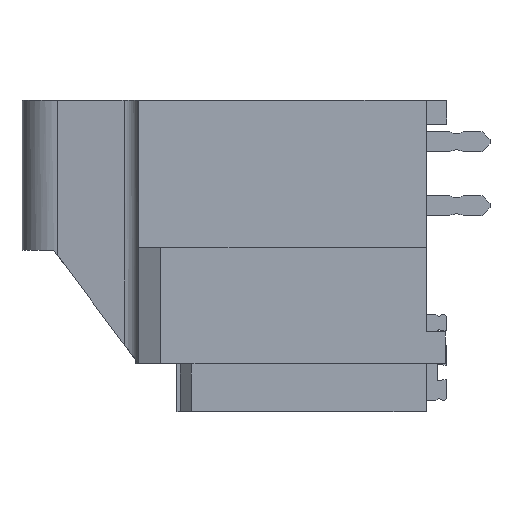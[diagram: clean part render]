
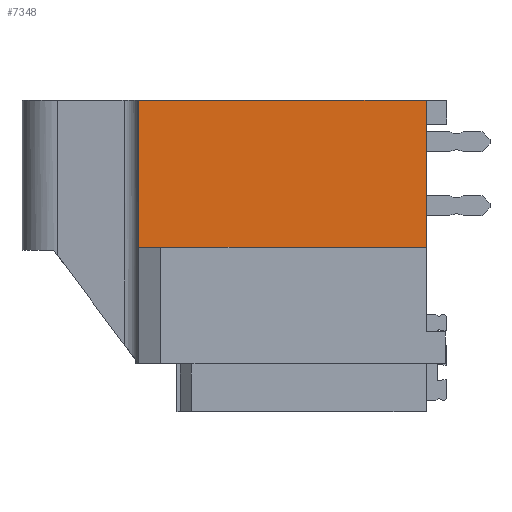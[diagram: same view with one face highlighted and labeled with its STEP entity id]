
A CAD part, left-side view. The second image highlights one B-rep face of the part: STEP entity #7348.
In plain terms, the highlighted planar face has unit normal (-1, 0, 0).
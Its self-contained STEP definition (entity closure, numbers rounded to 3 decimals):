
#201=PLANE('',#9169);
#870=LINE('',#12721,#1779);
#922=LINE('',#12827,#1831);
#999=LINE('',#12980,#1908);
#1021=LINE('',#13021,#1930);
#1031=LINE('',#13039,#1940);
#1779=VECTOR('',#10603,1000.);
#1831=VECTOR('',#10663,1000.);
#1908=VECTOR('',#10758,1000.);
#1930=VECTOR('',#10784,1000.);
#1940=VECTOR('',#10800,1000.);
#3638=ORIENTED_EDGE('',*,*,#5058,.T.);
#3639=ORIENTED_EDGE('',*,*,#5139,.F.);
#3640=ORIENTED_EDGE('',*,*,#5006,.F.);
#3641=ORIENTED_EDGE('',*,*,#5171,.T.);
#3642=ORIENTED_EDGE('',*,*,#5161,.T.);
#5006=EDGE_CURVE('',#5881,#5882,#870,.T.);
#5058=EDGE_CURVE('',#5932,#5931,#922,.T.);
#5139=EDGE_CURVE('',#5882,#5931,#999,.T.);
#5161=EDGE_CURVE('',#6014,#5932,#1021,.T.);
#5171=EDGE_CURVE('',#5881,#6014,#1031,.T.);
#5881=VERTEX_POINT('',#12720);
#5882=VERTEX_POINT('',#12722);
#5931=VERTEX_POINT('',#12826);
#5932=VERTEX_POINT('',#12828);
#6014=VERTEX_POINT('',#13018);
#6507=EDGE_LOOP('',(#3638,#3639,#3640,#3641,#3642));
#6892=FACE_BOUND('',#6507,.T.);
#7348=ADVANCED_FACE('',(#6892),#201,.F.);
#9169=AXIS2_PLACEMENT_3D('',#13038,#10798,#10799);
#10603=DIRECTION('',(0.,0.,1.));
#10663=DIRECTION('',(0.,0.,1.));
#10758=DIRECTION('',(0.,-1.,0.));
#10784=DIRECTION('',(0.,-1.,0.));
#10798=DIRECTION('',(1.,0.,0.));
#10799=DIRECTION('',(0.,0.,-1.));
#10800=DIRECTION('',(0.,-1.,0.));
#12720=CARTESIAN_POINT('',(-6.8,9.,-4.6));
#12721=CARTESIAN_POINT('',(-6.8,9.,-4.6));
#12722=CARTESIAN_POINT('',(-6.8,9.,0.));
#12826=CARTESIAN_POINT('',(-6.8,0.,0.));
#12827=CARTESIAN_POINT('',(-6.8,0.,-4.6));
#12828=CARTESIAN_POINT('',(-6.8,0.,-4.6));
#12980=CARTESIAN_POINT('',(-6.8,9.,0.));
#13018=CARTESIAN_POINT('',(-6.8,8.3,-4.6));
#13021=CARTESIAN_POINT('',(-6.8,9.,-4.6));
#13038=CARTESIAN_POINT('',(-6.8,9.,-4.6));
#13039=CARTESIAN_POINT('',(-6.8,9.,-4.6));
